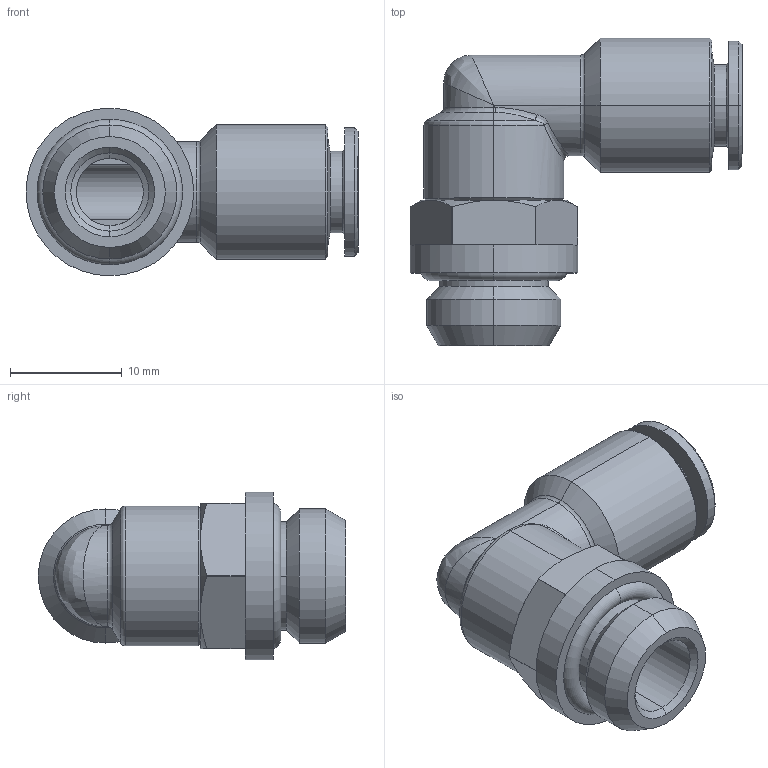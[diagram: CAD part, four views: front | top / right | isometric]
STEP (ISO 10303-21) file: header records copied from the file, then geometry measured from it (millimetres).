
FILE_DESCRIPTION (( 'STEP AP203' ), '1' );
FILE_NAME ('A0060430.STEP', '2009-01-16T15:48:27', ( 'UT1' ), ( 'sopra-pneumatic' ), 'SwSTEP 2.0', 'SolidWorks 2008', '' );
FILE_SCHEMA (( 'CONFIG_CONTROL_DESIGN' ));
Length unit declared in the file: millimetre
Products named in the file (1): A0060430
Bounding box: 29.7 x 27.5 x 15 mm (x, y, z)
Volume: 3238.7 mm3; surface area: 2870.9 mm2
Topology: 1 solids, 1 shells, 100 faces, 226 edges, 131 vertices
Faces by surface type: cone 33, cylinder 29, plane 22, torus 10, bspline 6
Entity records: 3287 total; most frequent: CARTESIAN_POINT 991, DIRECTION 498, ORIENTED_EDGE 448, EDGE_CURVE 224, AXIS2_PLACEMENT_3D 212, VERTEX_POINT 131, CIRCLE 117, EDGE_LOOP 107
